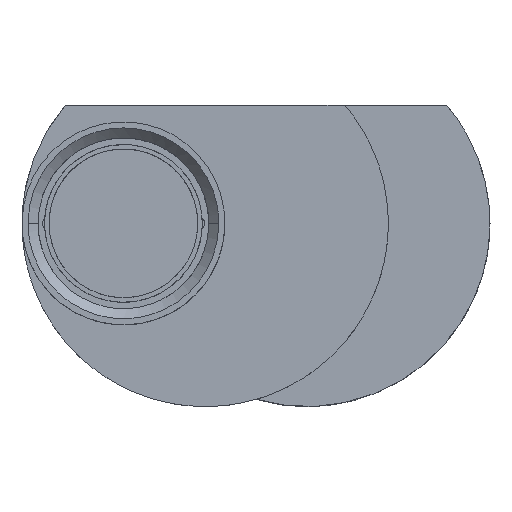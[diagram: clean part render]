
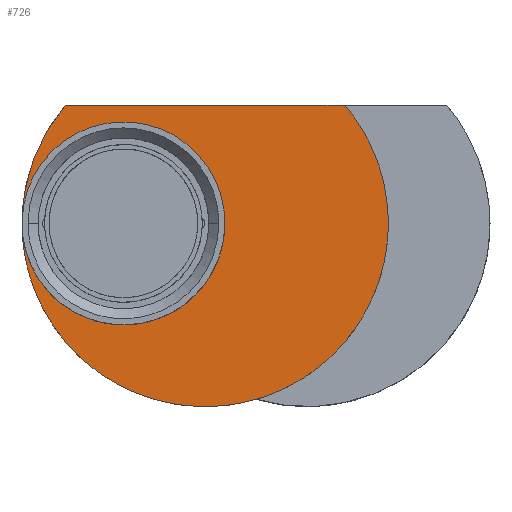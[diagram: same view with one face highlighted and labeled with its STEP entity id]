
A CAD part, top view. The second image highlights one B-rep face of the part: STEP entity #726.
In plain terms, the highlighted planar face has unit normal (0, 0, 1).
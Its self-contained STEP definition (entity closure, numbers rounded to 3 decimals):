
#726=ADVANCED_FACE('',(#1126),#6156,.T.);
#1126=FACE_OUTER_BOUND('',#1605,.T.);
#1605=EDGE_LOOP('',(#3161,#3162,#3163,#3164,#3165));
#3161=ORIENTED_EDGE('',*,*,#4278,.T.);
#3162=ORIENTED_EDGE('',*,*,#4429,.T.);
#3163=ORIENTED_EDGE('',*,*,#4287,.T.);
#3164=ORIENTED_EDGE('',*,*,#4289,.T.);
#3165=ORIENTED_EDGE('',*,*,#4428,.T.);
#4278=EDGE_CURVE('',#5895,#5993,#5214,.T.);
#4287=EDGE_CURVE('',#5902,#5901,#5223,.T.);
#4289=EDGE_CURVE('',#5901,#5993,#5225,.T.);
#4428=EDGE_CURVE('',#5993,#5895,#5363,.T.);
#4429=EDGE_CURVE('',#5993,#5902,#5364,.T.);
#5214=(
BOUNDED_CURVE()
B_SPLINE_CURVE(2,(#12856,#12857,#12858,#12859,#12860),.UNSPECIFIED.,.F.,
 .F.)
B_SPLINE_CURVE_WITH_KNOTS((3,2,3),(0.,79.325,158.65),
 .UNSPECIFIED.)
CURVE()
GEOMETRIC_REPRESENTATION_ITEM()
RATIONAL_B_SPLINE_CURVE((1.,0.707,1.,0.707,1.))
REPRESENTATION_ITEM('')
);
#5223=(
BOUNDED_CURVE()
B_SPLINE_CURVE(2,(#12887,#12888,#12889),.UNSPECIFIED.,.F.,.F.)
B_SPLINE_CURVE_WITH_KNOTS((3,3),(82.783,222.124),
 .UNSPECIFIED.)
CURVE()
GEOMETRIC_REPRESENTATION_ITEM()
RATIONAL_B_SPLINE_CURVE((1.,1.,1.))
REPRESENTATION_ITEM('')
);
#5225=(
BOUNDED_CURVE()
B_SPLINE_CURVE(2,(#12897,#12898,#12899),.UNSPECIFIED.,.F.,.F.)
B_SPLINE_CURVE_WITH_KNOTS((3,3),(222.124,286.45),
 .UNSPECIFIED.)
CURVE()
GEOMETRIC_REPRESENTATION_ITEM()
RATIONAL_B_SPLINE_CURVE((1.,0.939,1.))
REPRESENTATION_ITEM('')
);
#5363=(
BOUNDED_CURVE()
B_SPLINE_CURVE(2,(#13364,#13365,#13366,#13367,#13368),.UNSPECIFIED.,.F.,
 .F.)
B_SPLINE_CURVE_WITH_KNOTS((3,2,3),(158.65,237.976,317.301),
 .UNSPECIFIED.)
CURVE()
GEOMETRIC_REPRESENTATION_ITEM()
RATIONAL_B_SPLINE_CURVE((1.,0.707,1.,0.707,1.))
REPRESENTATION_ITEM('')
);
#5364=(
BOUNDED_CURVE()
B_SPLINE_CURVE(2,(#13369,#13370,#13371,#13372,#13373,#13374,#13375),
 .UNSPECIFIED.,.F.,.F.)
B_SPLINE_CURVE_WITH_KNOTS((3,2,2,3),(286.45,429.676,
572.901,637.226),.UNSPECIFIED.)
CURVE()
GEOMETRIC_REPRESENTATION_ITEM()
RATIONAL_B_SPLINE_CURVE((1.,0.765,1.169,0.827,
1.169,1.016,1.))
REPRESENTATION_ITEM('')
);
#5895=VERTEX_POINT('',#12713);
#5901=VERTEX_POINT('',#12719);
#5902=VERTEX_POINT('',#12720);
#5993=VERTEX_POINT('',#12811);
#6156=PLANE('',#6564);
#6564=AXIS2_PLACEMENT_3D('',#12483,#6702,$);
#6702=DIRECTION('',(0.,0.,1.));
#12483=CARTESIAN_POINT('',(-86.895,62.293,40.));
#12713=CARTESIAN_POINT('',(36.9,172.223,40.));
#12719=CARTESIAN_POINT('',(-42.59,231.044,40.));
#12720=CARTESIAN_POINT('',(96.751,231.043,40.));
#12811=CARTESIAN_POINT('',(-64.1,172.223,40.));
#12856=CARTESIAN_POINT('',(36.9,172.223,40.));
#12857=CARTESIAN_POINT('',(36.9,121.723,40.));
#12858=CARTESIAN_POINT('',(-13.6,121.723,40.));
#12859=CARTESIAN_POINT('',(-64.1,121.723,40.));
#12860=CARTESIAN_POINT('',(-64.1,172.223,40.));
#12887=CARTESIAN_POINT('',(96.751,231.043,40.));
#12888=CARTESIAN_POINT('',(27.08,231.044,40.));
#12889=CARTESIAN_POINT('',(-42.59,231.044,40.));
#12897=CARTESIAN_POINT('',(-42.59,231.044,40.));
#12898=CARTESIAN_POINT('',(-64.1,205.566,40.));
#12899=CARTESIAN_POINT('',(-64.1,172.223,40.));
#13364=CARTESIAN_POINT('',(-64.1,172.223,40.));
#13365=CARTESIAN_POINT('',(-64.1,222.723,40.));
#13366=CARTESIAN_POINT('',(-13.6,222.723,40.));
#13367=CARTESIAN_POINT('',(36.9,222.723,40.));
#13368=CARTESIAN_POINT('',(36.9,172.223,40.));
#13369=CARTESIAN_POINT('',(-64.1,172.223,40.));
#13370=CARTESIAN_POINT('',(-64.1,81.043,40.));
#13371=CARTESIAN_POINT('',(27.08,81.043,40.));
#13372=CARTESIAN_POINT('',(118.26,81.043,40.));
#13373=CARTESIAN_POINT('',(118.26,172.223,40.));
#13374=CARTESIAN_POINT('',(118.26,205.566,40.));
#13375=CARTESIAN_POINT('',(96.751,231.043,40.));
